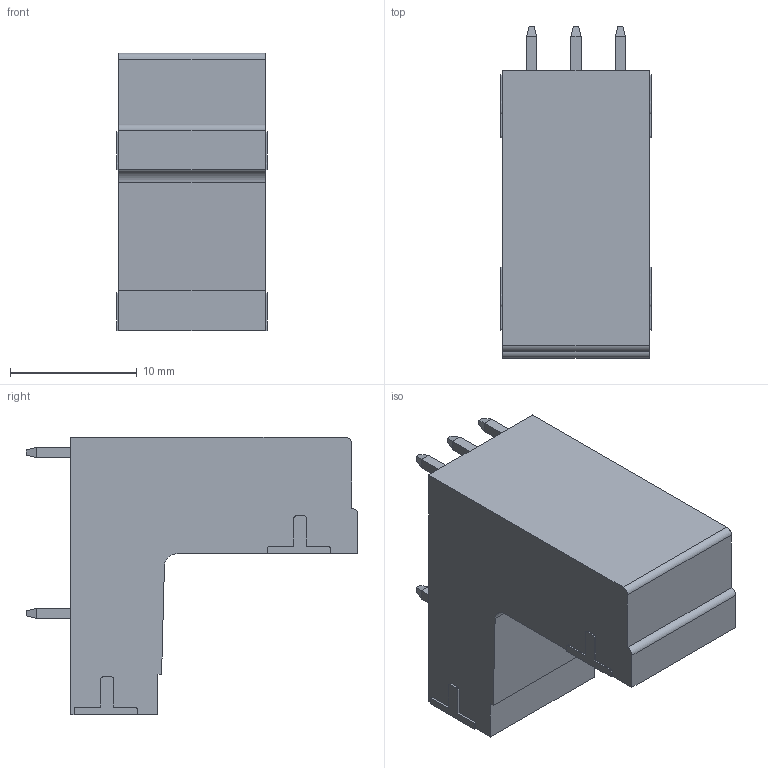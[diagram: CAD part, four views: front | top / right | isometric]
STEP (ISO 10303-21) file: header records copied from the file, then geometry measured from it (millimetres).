
FILE_DESCRIPTION((''),'2;1');
FILE_NAME('TLPHDC-005R-XXP','2024-09-23T14:53:09',('sheji109'),(''),'CREO PARAMETRIC BY PTC INC, 2018100','CREO PARAMETRIC BY PTC INC, 2018100','');
FILE_SCHEMA(('CONFIG_CONTROL_DESIGN'));
Length unit declared in the file: millimetre
Products named in the file (1): TLPHDC-005R-XXP
Bounding box: 11.9 x 26.2 x 21.9 mm (x, y, z)
Volume: 2799.2 mm3; surface area: 2833.1 mm2
Topology: 1 solids, 1 shells, 512 faces, 1392 edges, 906 vertices
Faces by surface type: plane 361, cylinder 109, cone 30, torus 12
Entity records: 16120 total; most frequent: CARTESIAN_POINT 3044, ORIENTED_EDGE 2784, DIRECTION 2616, EDGE_CURVE 1392, VECTOR 1072, LINE 1072, VERTEX_POINT 906, AXIS2_PLACEMENT_3D 772
